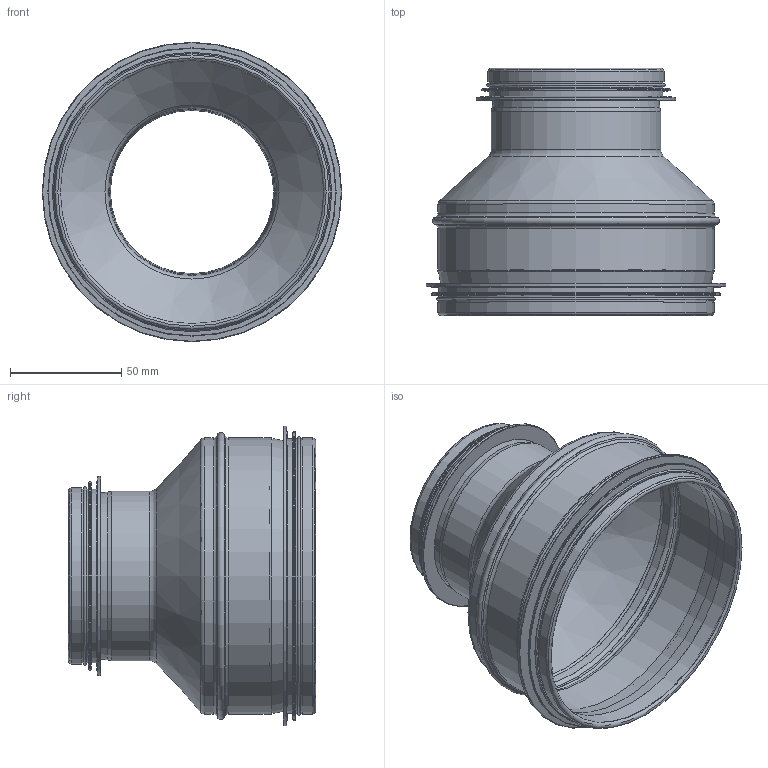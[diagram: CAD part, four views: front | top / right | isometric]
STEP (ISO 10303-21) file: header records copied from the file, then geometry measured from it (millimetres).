
FILE_DESCRIPTION((''),'2;1');
FILE_NAME('HFC_04-02.stp','2014-02-19T13:41:59',(''),(''),'Autodesk Inventor 2013','Autodesk Inventor 2013','');
FILE_SCHEMA(('AUTOMOTIVE_DESIGN { 1 2 10303 214 0 1 1 1 }'));
Length unit declared in the file: millimetre
Products named in the file (4): HFC_04-02; HFC_Rörämne-04-02; 999004; 999002
Assembly tree (3 placements, depth 2):
  HFC_04-02
    HFC_Rörämne-04-02
    999004
    999002
Bounding box: 134.45 x 111 x 134.45 mm (x, y, z)
Volume: 43614.5 mm3; surface area: 120422.9 mm2
Topology: 3 solids, 3 shells, 81 faces, 156 edges, 87 vertices
Faces by surface type: torus 27, cylinder 26, cone 16, plane 12
Full cylindrical faces by diameter (mm): 73.25 x1, 74.25 x1, 75.25 x1, 75.45 x1, 76.25 x1, 78.05 x4, 79.05 x1, 84.45 x1, 89.45 x1, 118.25 x1, 119.25 x1, 120.45 x1, 123.05 x6, 124.05 x3, 129.45 x1, 134.45 x1
Entity records: 1802 total; most frequent: DIRECTION 338, CARTESIAN_POINT 250, AXIS2_PLACEMENT_3D 169, ORIENTED_EDGE 162, EDGE_LOOP 162, VERTEX_POINT 81, CIRCLE 81, EDGE_CURVE 81
